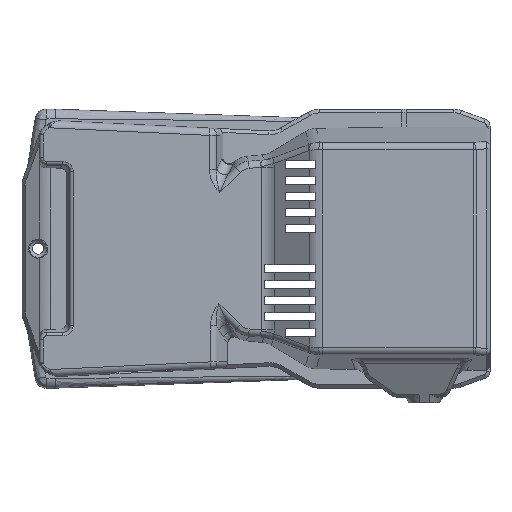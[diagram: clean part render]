
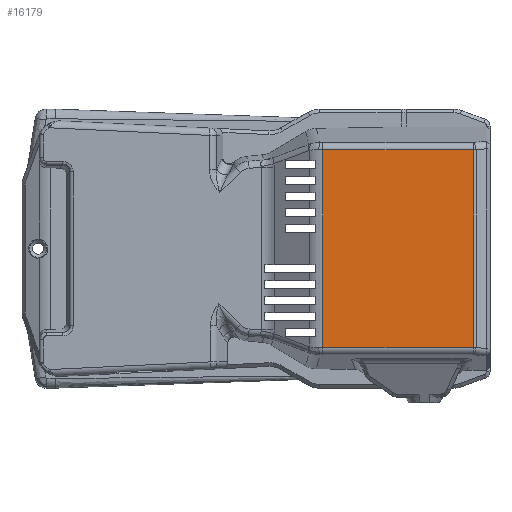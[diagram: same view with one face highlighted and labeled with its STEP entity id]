
A CAD part, front view. The second image highlights one B-rep face of the part: STEP entity #16179.
In plain terms, the highlighted planar face has unit normal (0, -1, 0).
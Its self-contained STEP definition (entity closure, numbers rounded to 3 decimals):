
#1569=FACE_OUTER_BOUND('',#2447,.T.);
#2447=EDGE_LOOP('',(#12330,#12331,#12332,#12333));
#3538=LINE('',#24559,#5193);
#3539=LINE('',#24563,#5194);
#3738=LINE('',#25385,#5393);
#3858=LINE('',#25859,#5513);
#5193=VECTOR('',#19035,10.);
#5194=VECTOR('',#19040,10.);
#5393=VECTOR('',#19439,10.);
#5513=VECTOR('',#19721,10.);
#6727=VERTEX_POINT('',#24133);
#6766=VERTEX_POINT('',#24282);
#6855=VERTEX_POINT('',#24561);
#7048=VERTEX_POINT('',#25384);
#8654=EDGE_CURVE('',#6766,#6727,#3538,.T.);
#8656=EDGE_CURVE('',#6727,#6855,#3539,.T.);
#8924=EDGE_CURVE('',#6766,#7048,#3738,.T.);
#9079=EDGE_CURVE('',#6855,#7048,#3858,.T.);
#12330=ORIENTED_EDGE('',*,*,#8656,.T.);
#12331=ORIENTED_EDGE('',*,*,#9079,.T.);
#12332=ORIENTED_EDGE('',*,*,#8924,.F.);
#12333=ORIENTED_EDGE('',*,*,#8654,.T.);
#15549=PLANE('',#17186);
#16179=ADVANCED_FACE('',(#1569),#15549,.T.);
#17186=AXIS2_PLACEMENT_3D('',#25858,#19719,#19720);
#19035=DIRECTION('',(0.,0.,1.));
#19040=DIRECTION('',(-1.,0.,0.));
#19439=DIRECTION('',(-1.,0.,0.));
#19719=DIRECTION('center_axis',(0.,-1.,0.));
#19720=DIRECTION('ref_axis',(-1.,0.,0.));
#19721=DIRECTION('',(0.,0.,-1.));
#24133=CARTESIAN_POINT('',(29.026,-34.,26.96));
#24282=CARTESIAN_POINT('',(29.026,-34.,-26.96));
#24559=CARTESIAN_POINT('',(29.026,-34.,0.));
#24561=CARTESIAN_POINT('',(-12.108,-34.,26.96));
#24563=CARTESIAN_POINT('',(30.189,-34.,26.96));
#25384=CARTESIAN_POINT('',(-12.108,-34.,-26.96));
#25385=CARTESIAN_POINT('',(30.189,-34.,-26.96));
#25858=CARTESIAN_POINT('Origin',(29.379,-34.,0.));
#25859=CARTESIAN_POINT('',(-12.108,-34.,0.));
